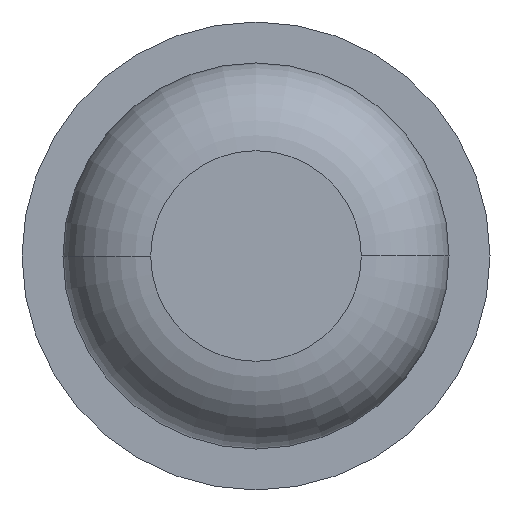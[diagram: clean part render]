
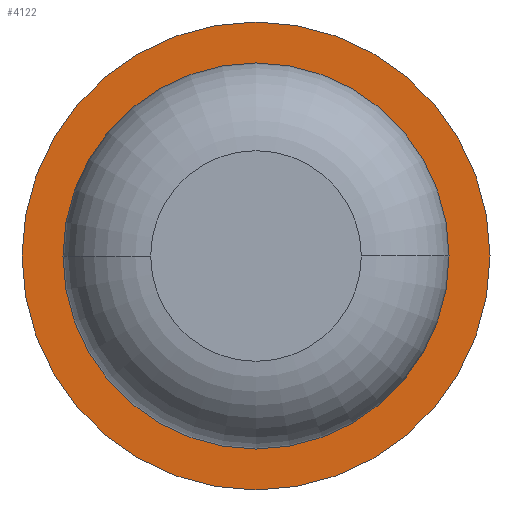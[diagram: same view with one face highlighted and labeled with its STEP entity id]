
A CAD part, front view. The second image highlights one B-rep face of the part: STEP entity #4122.
In plain terms, the highlighted planar face has unit normal (0, -1, 0).
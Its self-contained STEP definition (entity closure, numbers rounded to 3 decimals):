
#81 = FACE_BOUND ( 'NONE', #4024, .T. ) ;
#88 = EDGE_CURVE ( 'Defeature ausgef�hrt1_5+Defeature ausgef�hrt1_0+Defeature ausgef�hrt1_0+Defeature ausgef�hrt1_0', #1749, #947, #834, .T. ) ;
#205 = CARTESIAN_POINT ( 'NONE',  ( -0.825, -6., 0. ) ) ;
#233 = CARTESIAN_POINT ( 'NONE',  ( -1., -6., 0. ) ) ;
#439 = CARTESIAN_POINT ( 'NONE',  ( 0., -6., 0. ) ) ;
#503 = CARTESIAN_POINT ( 'NONE',  ( 0., -6., 0. ) ) ;
#540 = DIRECTION ( 'NONE',  ( -1., 0., 0. ) ) ;
#580 = CARTESIAN_POINT ( 'NONE',  ( 0., -6., 0. ) ) ;
#589 = DIRECTION ( 'NONE',  ( -1., 0., 0. ) ) ;
#678 = AXIS2_PLACEMENT_3D ( 'NONE', #439, #1393, #1083 ) ;
#728 = EDGE_CURVE ( 'Defeature ausgef�hrt1_6+Defeature ausgef�hrt1_5+Defeature ausgef�hrt1_5+Defeature ausgef�hrt1_5', #1003, #2009, #4140, .T. ) ;
#834 = CIRCLE ( 'NONE', #2364, 0.825 ) ;
#947 = VERTEX_POINT ( 'NONE', #205 ) ;
#1003 = VERTEX_POINT ( 'NONE', #233 ) ;
#1083 = DIRECTION ( 'NONE',  ( -1., 0., 0. ) ) ;
#1093 = FACE_OUTER_BOUND ( 'NONE', #2082, .T. ) ;
#1171 = CARTESIAN_POINT ( 'NONE',  ( 1., -6., 0. ) ) ;
#1393 = DIRECTION ( 'NONE',  ( 0., 1., 0. ) ) ;
#1516 = EDGE_CURVE ( 'Defeature ausgef�hrt1_6+Defeature ausgef�hrt1_5+Defeature ausgef�hrt1_5+Defeature ausgef�hrt1_5', #2009, #1003, #2954, .T. ) ;
#1574 = PLANE ( 'NONE',  #3291 ) ;
#1595 = ORIENTED_EDGE ( 'NONE', *, *, #1516, .F. ) ;
#1635 = DIRECTION ( 'NONE',  ( 0., 1., 0. ) ) ;
#1749 = VERTEX_POINT ( 'NONE', #1998 ) ;
#1998 = CARTESIAN_POINT ( 'NONE',  ( 0.825, -6., 0. ) ) ;
#2009 = VERTEX_POINT ( 'NONE', #1171 ) ;
#2062 = ORIENTED_EDGE ( 'NONE', *, *, #728, .F. ) ;
#2082 = EDGE_LOOP ( 'NONE', ( #2062, #1595 ) ) ;
#2364 = AXIS2_PLACEMENT_3D ( 'NONE', #503, #3826, #540 ) ;
#2549 = CARTESIAN_POINT ( 'NONE',  ( 0.825, -6., 0. ) ) ;
#2558 = AXIS2_PLACEMENT_3D ( 'NONE', #3606, #1635, #3940 ) ;
#2805 = ORIENTED_EDGE ( 'NONE', *, *, #3684, .T. ) ;
#2816 = AXIS2_PLACEMENT_3D ( 'NONE', #580, #3524, #589 ) ;
#2926 = DIRECTION ( 'NONE',  ( 0., 1., 0. ) ) ;
#2954 = CIRCLE ( 'NONE', #2816, 1. ) ;
#3291 = AXIS2_PLACEMENT_3D ( 'NONE', #2549, #2926, #3895 ) ;
#3524 = DIRECTION ( 'NONE',  ( 0., 1., 0. ) ) ;
#3606 = CARTESIAN_POINT ( 'NONE',  ( 0., -6., 0. ) ) ;
#3684 = EDGE_CURVE ( 'Defeature ausgef�hrt1_5+Defeature ausgef�hrt1_0+Defeature ausgef�hrt1_0+Defeature ausgef�hrt1_0', #947, #1749, #4227, .T. ) ;
#3826 = DIRECTION ( 'NONE',  ( 0., 1., 0. ) ) ;
#3895 = DIRECTION ( 'NONE',  ( -1., 0., 0. ) ) ;
#3940 = DIRECTION ( 'NONE',  ( -1., 0., 0. ) ) ;
#4024 = EDGE_LOOP ( 'NONE', ( #2805, #4126 ) ) ;
#4122 = ADVANCED_FACE ( 'Defeature ausgef�hrt1_5', ( #1093, #81 ), #1574, .F. ) ;
#4126 = ORIENTED_EDGE ( 'NONE', *, *, #88, .T. ) ;
#4140 = CIRCLE ( 'NONE', #678, 1. ) ;
#4227 = CIRCLE ( 'NONE', #2558, 0.825 ) ;
